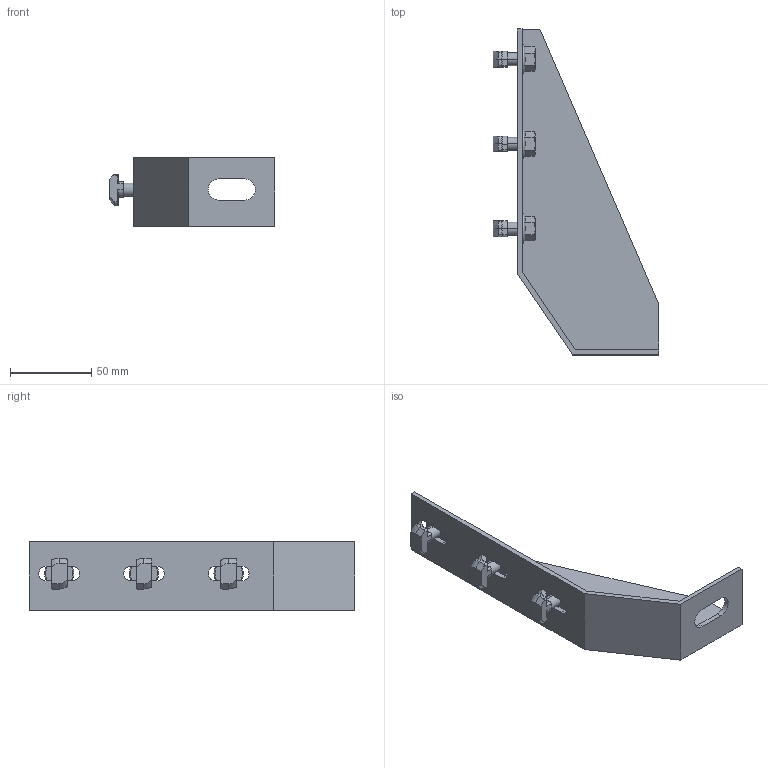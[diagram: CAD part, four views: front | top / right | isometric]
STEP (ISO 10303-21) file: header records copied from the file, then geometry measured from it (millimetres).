
FILE_DESCRIPTION((''),'2;1');
FILE_NAME('11121_KOTNIK_TEMELJ_FE_L210_KPL_ASM','2022-09-16T13:45:07',('PredragRovcanin'),('Audax d.o.o.'),'CREO PARAMETRIC BY PTC INC, 2020281','CREO PARAMETRIC BY PTC INC, 2020281','');
FILE_SCHEMA(('AUTOMOTIVE_DESIGN { 1 0 10303 214 1 1 1 1 }'));
Length unit declared in the file: millimetre
Products named in the file (4): 11121_KOTNIK_TEMELJ_FE_L210_NAS; 11052_MATICA_PRIROBNICA_M8; VIJAK_KLAD_GL_M8X20; 11121_KOTNIK_TEMELJ_FE_L210_KPL_ASM
Assembly tree (7 placements, depth 2):
  11121_KOTNIK_TEMELJ_FE_L210_KPL_ASM
    11121_KOTNIK_TEMELJ_FE_L210_NAS
    11052_MATICA_PRIROBNICA_M8  x3
    VIJAK_KLAD_GL_M8X20  x3
Bounding box: 101.8 x 200 x 42 mm (x, y, z)
Volume: 67804.5 mm3; surface area: 49318.7 mm2
Topology: 7 solids, 13 shells, 274 faces, 744 edges, 520 vertices
Faces by surface type: plane 164, cylinder 62, cone 42, torus 6
Entity records: 5907 total; most frequent: CARTESIAN_POINT 919, DIRECTION 594, ORIENTED_EDGE 572, PRESENTATION_STYLE_ASSIGNMENT 331, STYLED_ITEM 331, CURVE_STYLE 326, COLOUR_RGB 323, EDGE_CURVE 290
